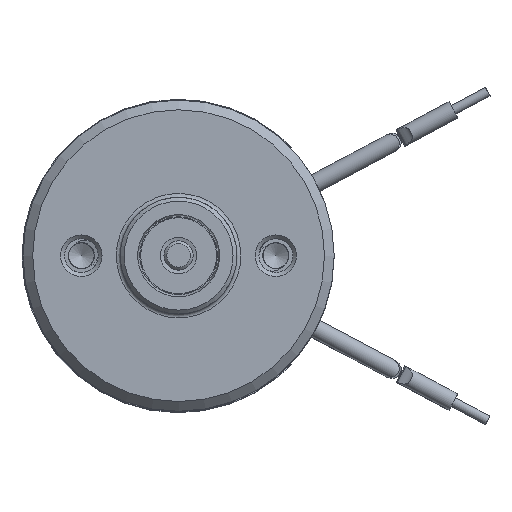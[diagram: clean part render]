
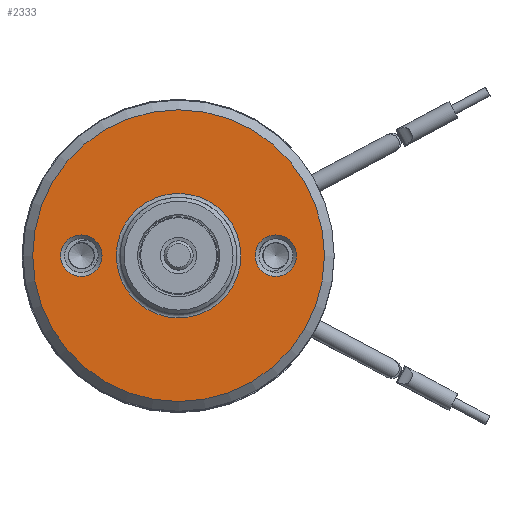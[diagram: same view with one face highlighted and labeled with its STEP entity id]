
A CAD part, top view. The second image highlights one B-rep face of the part: STEP entity #2333.
In plain terms, the highlighted planar face has unit normal (0, 0, 1).
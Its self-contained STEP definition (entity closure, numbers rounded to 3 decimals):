
#60=FACE_BOUND('',#594,.T.);
#61=FACE_BOUND('',#595,.T.);
#62=FACE_BOUND('',#596,.T.);
#381=PLANE('',#2695);
#447=FACE_OUTER_BOUND('',#593,.T.);
#593=EDGE_LOOP('',(#1664,#1665));
#594=EDGE_LOOP('',(#1666,#1667));
#595=EDGE_LOOP('',(#1668));
#596=EDGE_LOOP('',(#1669,#1670));
#914=CIRCLE('',#2693,7.5);
#915=CIRCLE('',#2694,7.5);
#916=CIRCLE('',#2696,3.2);
#917=CIRCLE('',#2697,3.2);
#918=CIRCLE('',#2698,1.068);
#919=CIRCLE('',#2699,1.068);
#920=CIRCLE('',#2700,1.068);
#1055=VERTEX_POINT('',#4205);
#1056=VERTEX_POINT('',#4207);
#1057=VERTEX_POINT('',#4211);
#1058=VERTEX_POINT('',#4212);
#1059=VERTEX_POINT('',#4215);
#1060=VERTEX_POINT('',#4217);
#1061=VERTEX_POINT('',#4218);
#1305=EDGE_CURVE('',#1055,#1056,#914,.T.);
#1306=EDGE_CURVE('',#1056,#1055,#915,.T.);
#1307=EDGE_CURVE('',#1057,#1058,#916,.T.);
#1308=EDGE_CURVE('',#1058,#1057,#917,.T.);
#1309=EDGE_CURVE('',#1059,#1059,#918,.T.);
#1310=EDGE_CURVE('',#1060,#1061,#919,.T.);
#1311=EDGE_CURVE('',#1061,#1060,#920,.T.);
#1664=ORIENTED_EDGE('',*,*,#1306,.F.);
#1665=ORIENTED_EDGE('',*,*,#1305,.F.);
#1666=ORIENTED_EDGE('',*,*,#1307,.T.);
#1667=ORIENTED_EDGE('',*,*,#1308,.T.);
#1668=ORIENTED_EDGE('',*,*,#1309,.F.);
#1669=ORIENTED_EDGE('',*,*,#1310,.F.);
#1670=ORIENTED_EDGE('',*,*,#1311,.F.);
#2333=ADVANCED_FACE('',(#447,#60,#61,#62),#381,.T.);
#2693=AXIS2_PLACEMENT_3D('',#4208,#3020,#3021);
#2694=AXIS2_PLACEMENT_3D('',#4209,#3022,#3023);
#2695=AXIS2_PLACEMENT_3D('',#4210,#3024,#3025);
#2696=AXIS2_PLACEMENT_3D('',#4213,#3026,#3027);
#2697=AXIS2_PLACEMENT_3D('',#4214,#3028,#3029);
#2698=AXIS2_PLACEMENT_3D('',#4216,#3030,#3031);
#2699=AXIS2_PLACEMENT_3D('',#4219,#3032,#3033);
#2700=AXIS2_PLACEMENT_3D('',#4220,#3034,#3035);
#3020=DIRECTION('center_axis',(0.,0.,-1.));
#3021=DIRECTION('ref_axis',(0.,1.,0.));
#3022=DIRECTION('center_axis',(0.,0.,-1.));
#3023=DIRECTION('ref_axis',(0.,1.,0.));
#3024=DIRECTION('center_axis',(0.,0.,1.));
#3025=DIRECTION('ref_axis',(0.,1.,0.));
#3026=DIRECTION('center_axis',(0.,0.,-1.));
#3027=DIRECTION('ref_axis',(-0.012,1.,0.));
#3028=DIRECTION('center_axis',(0.,0.,-1.));
#3029=DIRECTION('ref_axis',(-0.012,1.,0.));
#3030=DIRECTION('center_axis',(0.,0.,1.));
#3031=DIRECTION('ref_axis',(0.,-1.,0.));
#3032=DIRECTION('center_axis',(0.,0.,1.));
#3033=DIRECTION('ref_axis',(0.,-1.,0.));
#3034=DIRECTION('center_axis',(0.,0.,1.));
#3035=DIRECTION('ref_axis',(0.,-1.,0.));
#4205=CARTESIAN_POINT('',(0.,7.5,4.2));
#4207=CARTESIAN_POINT('',(0.,-7.5,4.2));
#4208=CARTESIAN_POINT('Origin',(0.,0.,4.2));
#4209=CARTESIAN_POINT('Origin',(0.,0.,4.2));
#4210=CARTESIAN_POINT('Origin',(0.,0.,4.2));
#4211=CARTESIAN_POINT('',(-0.038,3.2,4.2));
#4212=CARTESIAN_POINT('',(-0.039,3.2,4.2));
#4213=CARTESIAN_POINT('Origin',(0.,0.,4.2));
#4214=CARTESIAN_POINT('Origin',(0.,0.,4.2));
#4215=CARTESIAN_POINT('',(0.,6.068,4.2));
#4216=CARTESIAN_POINT('Origin',(0.,5.,4.2));
#4217=CARTESIAN_POINT('',(0.,-6.068,4.2));
#4218=CARTESIAN_POINT('',(0.,-3.932,4.2));
#4219=CARTESIAN_POINT('Origin',(0.,-5.,4.2));
#4220=CARTESIAN_POINT('Origin',(0.,-5.,4.2));
